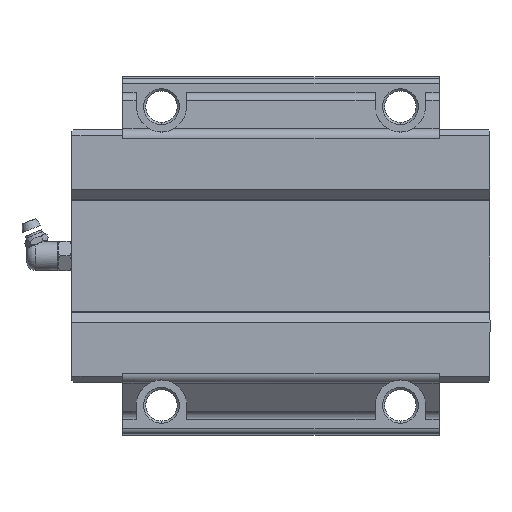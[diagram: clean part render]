
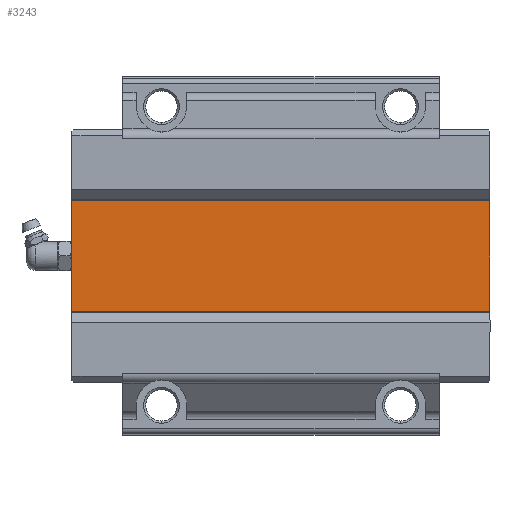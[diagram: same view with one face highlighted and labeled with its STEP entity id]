
A CAD part, front view. The second image highlights one B-rep face of the part: STEP entity #3243.
In plain terms, the highlighted planar face has unit normal (0, -1, 0).
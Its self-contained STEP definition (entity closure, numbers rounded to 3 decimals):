
#127 = DIRECTION ( 'NONE',  ( -1., 0., 0. ) ) ;
#556 = CARTESIAN_POINT ( 'NONE',  ( -70., 23.1, -19.191 ) ) ;
#774 = VERTEX_POINT ( 'NONE', #1782 ) ;
#961 = EDGE_CURVE ( 'NONE', #2942, #1058, #5280, .T. ) ;
#979 = VECTOR ( 'NONE', #5554, 1000. ) ;
#1058 = VERTEX_POINT ( 'NONE', #2521 ) ;
#1116 = ORIENTED_EDGE ( 'NONE', *, *, #961, .T. ) ;
#1132 = CARTESIAN_POINT ( 'NONE',  ( 70., 23.1, -19.191 ) ) ;
#1414 = ORIENTED_EDGE ( 'NONE', *, *, #1572, .T. ) ;
#1572 = EDGE_CURVE ( 'NONE', #1058, #6607, #5228, .T. ) ;
#1619 = EDGE_CURVE ( 'NONE', #774, #2942, #6645, .T. ) ;
#1656 = VECTOR ( 'NONE', #127, 1000. ) ;
#1709 = DIRECTION ( 'NONE',  ( 0., 0., -1. ) ) ;
#1782 = CARTESIAN_POINT ( 'NONE',  ( -70., 23.1, 19.191 ) ) ;
#1968 = DIRECTION ( 'NONE',  ( 1., 0., 0. ) ) ;
#2223 = CARTESIAN_POINT ( 'NONE',  ( -70., 23.1, -19.191 ) ) ;
#2483 = EDGE_CURVE ( 'NONE', #6607, #774, #3522, .T. ) ;
#2485 = AXIS2_PLACEMENT_3D ( 'NONE', #4423, #4950, #4068 ) ;
#2521 = CARTESIAN_POINT ( 'NONE',  ( 70., 23.1, -19.191 ) ) ;
#2942 = VERTEX_POINT ( 'NONE', #556 ) ;
#3243 = ADVANCED_FACE ( 'NONE', ( #6179 ), #3311, .T. ) ;
#3311 = PLANE ( 'NONE',  #2485 ) ;
#3522 = LINE ( 'NONE', #5208, #1656 ) ;
#4068 = DIRECTION ( 'NONE',  ( 0., 0., -1. ) ) ;
#4362 = VECTOR ( 'NONE', #1709, 1000. ) ;
#4423 = CARTESIAN_POINT ( 'NONE',  ( 70., 23.1, -19.191 ) ) ;
#4447 = CARTESIAN_POINT ( 'NONE',  ( 70., 23.1, 19.191 ) ) ;
#4950 = DIRECTION ( 'NONE',  ( 0., -1., 0. ) ) ;
#4965 = ORIENTED_EDGE ( 'NONE', *, *, #1619, .T. ) ;
#5126 = VECTOR ( 'NONE', #1968, 1000. ) ;
#5208 = CARTESIAN_POINT ( 'NONE',  ( 70., 23.1, 19.191 ) ) ;
#5228 = LINE ( 'NONE', #1132, #979 ) ;
#5280 = LINE ( 'NONE', #6401, #5126 ) ;
#5554 = DIRECTION ( 'NONE',  ( 0., 0., 1. ) ) ;
#5851 = EDGE_LOOP ( 'NONE', ( #1414, #6608, #4965, #1116 ) ) ;
#6179 = FACE_OUTER_BOUND ( 'NONE', #5851, .T. ) ;
#6401 = CARTESIAN_POINT ( 'NONE',  ( 70., 23.1, -19.191 ) ) ;
#6607 = VERTEX_POINT ( 'NONE', #4447 ) ;
#6608 = ORIENTED_EDGE ( 'NONE', *, *, #2483, .T. ) ;
#6645 = LINE ( 'NONE', #2223, #4362 ) ;
